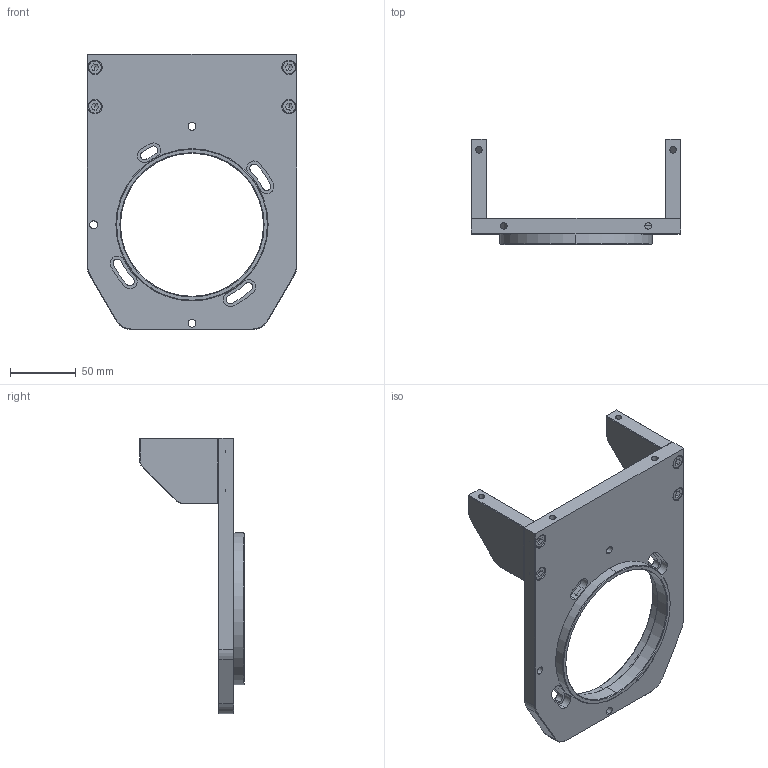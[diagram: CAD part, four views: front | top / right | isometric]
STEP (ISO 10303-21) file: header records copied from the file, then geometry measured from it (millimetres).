
FILE_DESCRIPTION (( 'STEP AP203' ), '1' );
FILE_NAME ('DP24127-D_CMHOCR080.step', '2021-11-19T13:56:12', ( '' ), ( '' ), 'SwSTEP 2.0', 'SolidWorks 2021', '' );
FILE_SCHEMA (( 'CONFIG_CONTROL_DESIGN' ));
Length unit declared in the file: millimetre
Products named in the file (1): DP24127-D_CMHOCR080
Bounding box: 160 x 80 x 210 mm (x, y, z)
Surface area: 82197 mm2 (no closed solid volume)
Topology: 0 solids, 11 shells, 206 faces, 536 edges, 336 vertices
Faces by surface type: cylinder 84, plane 82, cone 32, torus 8
Entity records: 6331 total; most frequent: DIRECTION 1170, CARTESIAN_POINT 1071, ORIENTED_EDGE 980, EDGE_CURVE 528, AXIS2_PLACEMENT_3D 435, VERTEX_POINT 336, VECTOR 300, LINE 300
